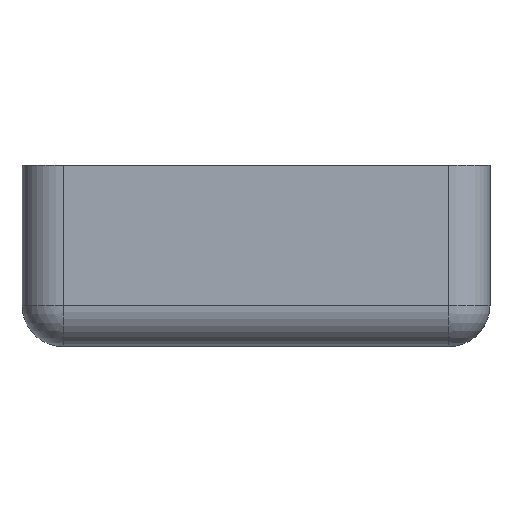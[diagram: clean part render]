
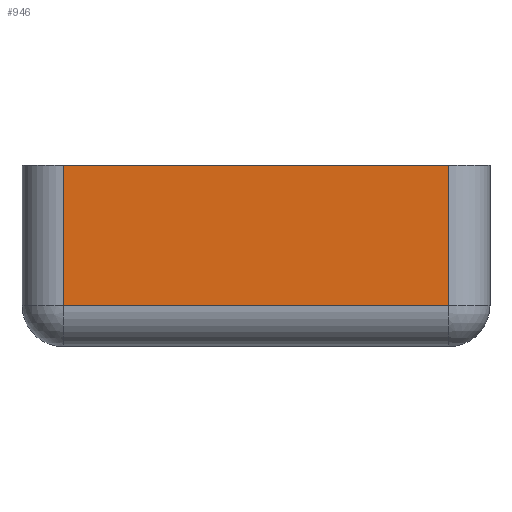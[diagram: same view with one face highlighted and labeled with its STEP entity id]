
A CAD part, left-side view. The second image highlights one B-rep face of the part: STEP entity #946.
In plain terms, the highlighted planar face has unit normal (-1, 0, 0).
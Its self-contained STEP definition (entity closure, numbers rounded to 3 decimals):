
#889=CARTESIAN_POINT('',(-18.55,7.425,0.8));
#890=VERTEX_POINT('',#889);
#898=CARTESIAN_POINT('',(-18.55,7.425,6.2));
#899=VERTEX_POINT('',#898);
#900=CARTESIAN_POINT('',(-18.55,7.425,6.2));
#901=DIRECTION('',(-0.,-0.,-1.));
#902=VECTOR('',#901,5.4);
#903=LINE('',#900,#902);
#904=EDGE_CURVE('',#899,#890,#903,.T.);
#916=CARTESIAN_POINT('',(-18.55,0.,-0.4));
#917=DIRECTION('',(-1.,0.,0.));
#918=DIRECTION('',(0.,-1.,0.));
#919=AXIS2_PLACEMENT_3D('',#916,#917,#918);
#920=PLANE('',#919);
#921=ORIENTED_EDGE('',*,*,#904,.T.);
#922=CARTESIAN_POINT('',(-18.55,-7.425,0.8));
#923=VERTEX_POINT('',#922);
#924=CARTESIAN_POINT('',(-18.55,7.425,0.8));
#925=DIRECTION('',(0.,-1.,-0.));
#926=VECTOR('',#925,14.85);
#927=LINE('',#924,#926);
#928=EDGE_CURVE('',#890,#923,#927,.T.);
#929=ORIENTED_EDGE('',*,*,#928,.T.);
#930=CARTESIAN_POINT('',(-18.55,-7.425,6.2));
#931=VERTEX_POINT('',#930);
#932=CARTESIAN_POINT('',(-18.55,-7.425,6.2));
#933=DIRECTION('',(0.,0.,-1.));
#934=VECTOR('',#933,5.4);
#935=LINE('',#932,#934);
#936=EDGE_CURVE('',#931,#923,#935,.T.);
#937=ORIENTED_EDGE('',*,*,#936,.F.);
#938=CARTESIAN_POINT('',(-18.55,7.425,6.2));
#939=DIRECTION('',(0.,-1.,0.));
#940=VECTOR('',#939,14.85);
#941=LINE('',#938,#940);
#942=EDGE_CURVE('',#899,#931,#941,.T.);
#943=ORIENTED_EDGE('',*,*,#942,.F.);
#944=EDGE_LOOP('',(#921,#929,#937,#943));
#945=FACE_BOUND('',#944,.T.);
#946=ADVANCED_FACE('',(#945),#920,.T.);
